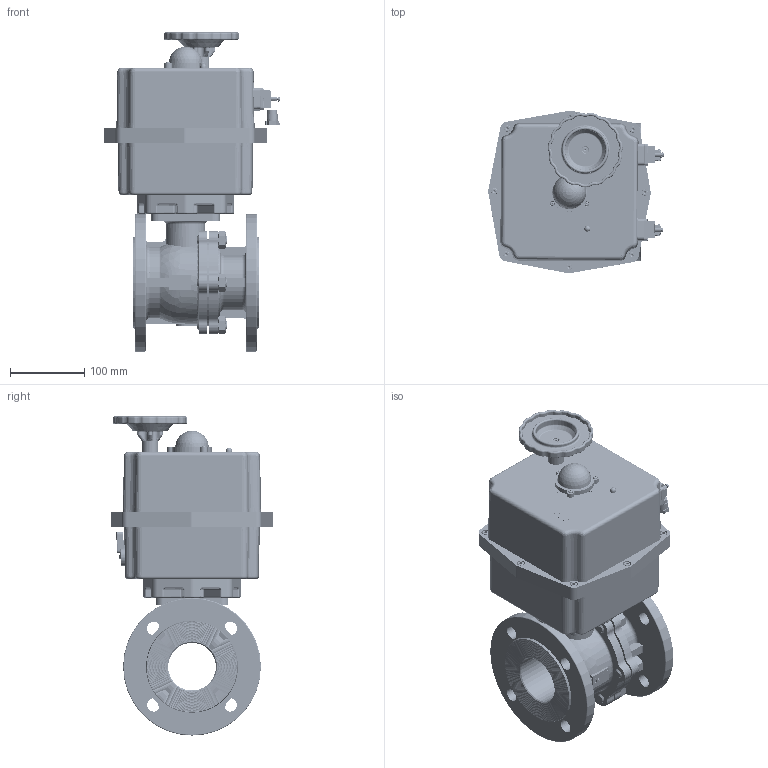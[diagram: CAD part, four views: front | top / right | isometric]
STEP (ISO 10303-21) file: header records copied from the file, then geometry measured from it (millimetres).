
FILE_DESCRIPTION(('STEP AP214'),'1');
FILE_NAME('valve_ake_168e-65-16-l140.stp','2018-06-14T12:56:16',('TraceParts'),('TraceParts S.A.'),'Spatial InterOp 3D',' ',' ');
FILE_SCHEMA(('automotive_design'));
Length unit declared in the file: millimetre
Products named in the file (3926): valve_ake_168e-65-16-l140_1; valve_ake_168e-65-16-l140_2; valve_ake_168e-65-16-l140_3; valve_ake_168e-65-16-l140_4; valve_ake_168e-65-16-l140_5; valve_ake_168e-65-16-l140_6; valve_ake_168e-65-16-l140_7; valve_ake_168e-65-16-l140_8; valve_ake_168e-65-16-l140_9; valve_ake_168e-65-16-l140_10; valve_ake_168e-65-16-l140_11; valve_ake_168e-65-16-l140_12; valve_ake_168e-65-16-l140_13; valve_ake_168e-65-16-l140_14; valve_ake_168e-65-16-l140_15; valve_ake_168e-65-16-l140_16; valve_ake_168e-65-16-l140_17; valve_ake_168e-65-16-l140_18; valve_ake_168e-65-16-l140_19; valve_ake_168e-65-16-l140_20; valve_ake_168e-65-16-l140_21; valve_ake_168e-65-16-l140_22; valve_ake_168e-65-16-l140_23; valve_ake_168e-65-16-l140_24; valve_ake_168e-65-16-l140_25; valve_ake_168e-65-16-l140_26; valve_ake_168e-65-16-l140_27; valve_ake_168e-65-16-l140_28; valve_ake_168e-65-16-l140_29; valve_ake_168e-65-16-l140_30; valve_ake_168e-65-16-l140_31; valve_ake_168e-65-16-l140_32; valve_ake_168e-65-16-l140_33; valve_ake_168e-65-16-l140_34; valve_ake_168e-65-16-l140_35; valve_ake_168e-65-16-l140_36; valve_ake_168e-65-16-l140_37; valve_ake_168e-65-16-l140_38; valve_ake_168e-65-16-l140_39; valve_ake_168e-65-16-l140_40 ...
Bounding box: 235.78 x 218.25 x 428.5 mm (x, y, z)
Volume: 51970.3 mm3; surface area: 741439.2 mm2
Topology: 4 solids, 6252 shells, 6593 faces, 29849 edges, 29413 vertices
Faces by surface type: cylinder 2066, plane 1632, torus 1427, cone 1315, sphere 77, bspline 76
Entity records: 487460 total; most frequent: CARTESIAN_POINT 94229, DIRECTION 64815, ORIENTED_EDGE 30683, EDGE_CURVE 29731, VERTEX_POINT 29413, AXIS2_PLACEMENT_3D 26162, CIRCLE 15449, LINE 12491
